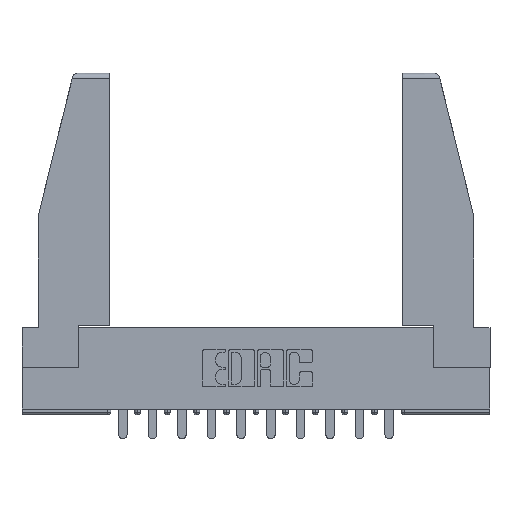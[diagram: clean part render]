
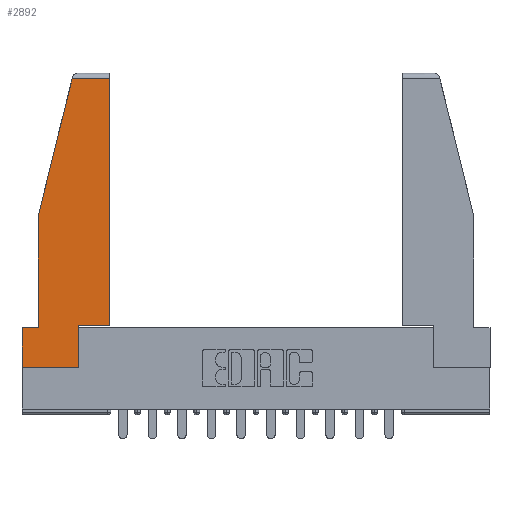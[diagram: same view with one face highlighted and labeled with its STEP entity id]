
A CAD part, top view. The second image highlights one B-rep face of the part: STEP entity #2892.
In plain terms, the highlighted planar face has unit normal (0, 0, 1).
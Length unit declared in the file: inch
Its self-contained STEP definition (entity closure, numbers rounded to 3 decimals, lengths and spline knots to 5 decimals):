
#494 = CARTESIAN_POINT ( 'NONE',  ( 0., 0., 0. ) ) ;
#569 = EDGE_CURVE ( 'NONE', #15109, #5634, #6449, .T. ) ;
#605 = VECTOR ( 'NONE', #6920, 39.37008 ) ;
#774 = VERTEX_POINT ( 'NONE', #5931 ) ;
#1089 = VERTEX_POINT ( 'NONE', #14230 ) ;
#1190 = VECTOR ( 'NONE', #5616, 39.37008 ) ;
#1486 = VECTOR ( 'NONE', #16046, 39.37008 ) ;
#1530 = EDGE_CURVE ( 'NONE', #11809, #6227, #3328, .T. ) ;
#1611 = CARTESIAN_POINT ( 'NONE',  ( 0.086, 0.8, 0. ) ) ;
#1837 = LINE ( 'NONE', #14843, #605 ) ;
#1972 = VERTEX_POINT ( 'NONE', #11713 ) ;
#2055 = DIRECTION ( 'NONE',  ( 0., 0., 1. ) ) ;
#2121 = CARTESIAN_POINT ( 'NONE',  ( 0., 0., 0. ) ) ;
#2355 = CARTESIAN_POINT ( 'NONE',  ( 0., 0., 0. ) ) ;
#2702 = CARTESIAN_POINT ( 'NONE',  ( 0.297, 0., 0. ) ) ;
#2892 = ADVANCED_FACE ( 'NONE', ( #7430 ), #15160, .T. ) ;
#3196 = VERTEX_POINT ( 'NONE', #15586 ) ;
#3209 = VECTOR ( 'NONE', #14762, 39.37008 ) ;
#3328 = LINE ( 'NONE', #5168, #16933 ) ;
#3470 = DIRECTION ( 'NONE',  ( 1., 0., 0. ) ) ;
#3831 = EDGE_CURVE ( 'NONE', #13170, #1972, #8208, .T. ) ;
#3850 = EDGE_CURVE ( 'NONE', #1089, #15109, #1837, .T. ) ;
#4024 = DIRECTION ( 'NONE',  ( 0., 1., 0. ) ) ;
#5168 = CARTESIAN_POINT ( 'NONE',  ( 0.461, 0.223, 0. ) ) ;
#5187 = VECTOR ( 'NONE', #14046, 39.37008 ) ;
#5532 = CARTESIAN_POINT ( 'NONE',  ( 0., 0.21, 0. ) ) ;
#5616 = DIRECTION ( 'NONE',  ( 0., -1., 0. ) ) ;
#5634 = VERTEX_POINT ( 'NONE', #15774 ) ;
#5764 = ORIENTED_EDGE ( 'NONE', *, *, #1530, .T. ) ;
#5931 = CARTESIAN_POINT ( 'NONE',  ( 0.297, 0.223, 0. ) ) ;
#5962 = CARTESIAN_POINT ( 'NONE',  ( 0.297, 0.223, 0. ) ) ;
#6227 = VERTEX_POINT ( 'NONE', #14752 ) ;
#6449 = LINE ( 'NONE', #494, #1486 ) ;
#6487 = DIRECTION ( 'NONE',  ( 0., 1., 0. ) ) ;
#6920 = DIRECTION ( 'NONE',  ( 0., -1., 0. ) ) ;
#7430 = FACE_OUTER_BOUND ( 'NONE', #9721, .T. ) ;
#7610 = ORIENTED_EDGE ( 'NONE', *, *, #7624, .T. ) ;
#7624 = EDGE_CURVE ( 'NONE', #5634, #774, #15631, .T. ) ;
#7659 = LINE ( 'NONE', #11359, #5187 ) ;
#8121 = LINE ( 'NONE', #16955, #13734 ) ;
#8208 = LINE ( 'NONE', #1611, #1190 ) ;
#8210 = CARTESIAN_POINT ( 'NONE',  ( 0.086, 0.8, 0. ) ) ;
#8470 = ORIENTED_EDGE ( 'NONE', *, *, #16458, .T. ) ;
#8520 = EDGE_CURVE ( 'NONE', #1972, #1089, #11047, .T. ) ;
#9647 = VECTOR ( 'NONE', #4024, 39.37008 ) ;
#9721 = EDGE_LOOP ( 'NONE', ( #5764, #15665, #8470, #16480, #10374, #13088, #13572, #7610, #11407 ) ) ;
#10374 = ORIENTED_EDGE ( 'NONE', *, *, #8520, .T. ) ;
#10796 = EDGE_CURVE ( 'NONE', #774, #11809, #15534, .T. ) ;
#11047 = LINE ( 'NONE', #5532, #3209 ) ;
#11063 = AXIS2_PLACEMENT_3D ( 'NONE', #2121, #2055, #14009 ) ;
#11359 = CARTESIAN_POINT ( 'NONE',  ( 0.271, 1.55, 0. ) ) ;
#11407 = ORIENTED_EDGE ( 'NONE', *, *, #10796, .T. ) ;
#11713 = CARTESIAN_POINT ( 'NONE',  ( 0.086, 0.21, 0. ) ) ;
#11809 = VERTEX_POINT ( 'NONE', #14042 ) ;
#12226 = VECTOR ( 'NONE', #3470, 39.37008 ) ;
#12698 = DIRECTION ( 'NONE',  ( -1., 0., 0. ) ) ;
#13088 = ORIENTED_EDGE ( 'NONE', *, *, #3850, .T. ) ;
#13170 = VERTEX_POINT ( 'NONE', #8210 ) ;
#13572 = ORIENTED_EDGE ( 'NONE', *, *, #569, .T. ) ;
#13734 = VECTOR ( 'NONE', #12698, 39.37008 ) ;
#14009 = DIRECTION ( 'NONE',  ( 1., 0., 0. ) ) ;
#14042 = CARTESIAN_POINT ( 'NONE',  ( 0.461, 0.223, 0. ) ) ;
#14046 = DIRECTION ( 'NONE',  ( -0.239, -0.971, 0. ) ) ;
#14230 = CARTESIAN_POINT ( 'NONE',  ( 0., 0.21, 0. ) ) ;
#14752 = CARTESIAN_POINT ( 'NONE',  ( 0.461, 1.52, 0. ) ) ;
#14762 = DIRECTION ( 'NONE',  ( -1., 0., 0. ) ) ;
#14789 = EDGE_CURVE ( 'NONE', #6227, #3196, #8121, .T. ) ;
#14843 = CARTESIAN_POINT ( 'NONE',  ( 0., 0.21, 0. ) ) ;
#15109 = VERTEX_POINT ( 'NONE', #2355 ) ;
#15160 = PLANE ( 'NONE',  #11063 ) ;
#15534 = LINE ( 'NONE', #5962, #12226 ) ;
#15586 = CARTESIAN_POINT ( 'NONE',  ( 0.2636, 1.52, 0. ) ) ;
#15631 = LINE ( 'NONE', #2702, #9647 ) ;
#15665 = ORIENTED_EDGE ( 'NONE', *, *, #14789, .T. ) ;
#15774 = CARTESIAN_POINT ( 'NONE',  ( 0.297, 0., 0. ) ) ;
#16046 = DIRECTION ( 'NONE',  ( 1., 0., 0. ) ) ;
#16458 = EDGE_CURVE ( 'NONE', #3196, #13170, #7659, .T. ) ;
#16480 = ORIENTED_EDGE ( 'NONE', *, *, #3831, .T. ) ;
#16933 = VECTOR ( 'NONE', #6487, 39.37008 ) ;
#16955 = CARTESIAN_POINT ( 'NONE',  ( 0., 1.52, 0. ) ) ;
